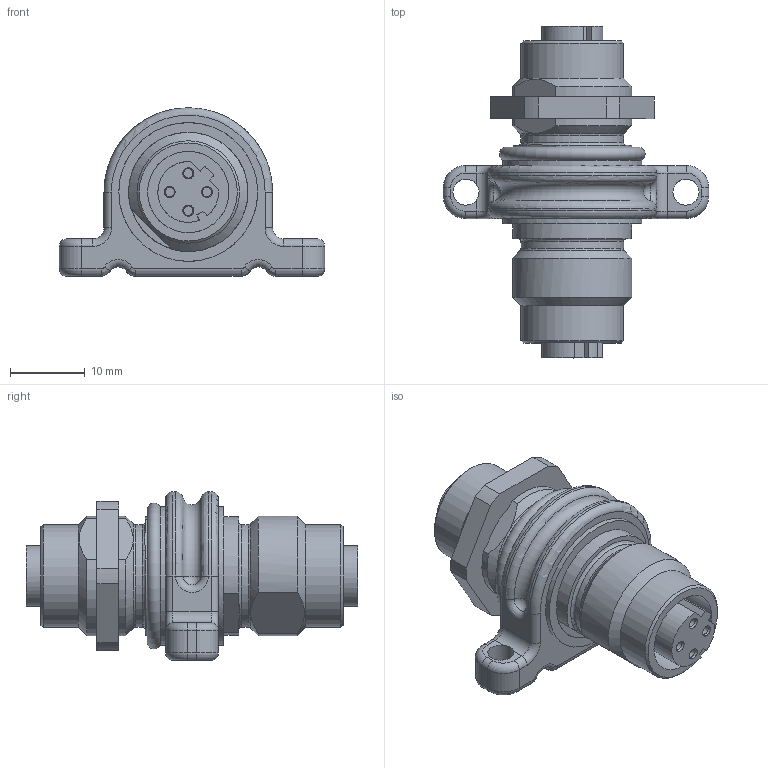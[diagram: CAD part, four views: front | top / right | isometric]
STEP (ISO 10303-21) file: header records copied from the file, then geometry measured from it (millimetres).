
FILE_DESCRIPTION(/* description */ (''),/* implementation_level */ '2;1');
FILE_NAME(/* name */ '6GK1901-0DM30-2AA5_3d.stp',/* time_stamp */ '2022-11-23T16:36:12+01:00',/* author */ (''),/* organization */ (''),/* preprocessor_version */ 'ST-DEVELOPER v18.102',/* originating_system */ 'SIEMENS PLM Software NX 2027',/* authorisation */ '');
FILE_SCHEMA (('AUTOMOTIVE_DESIGN { 1 0 10303 214 3 1 1 1 }'));
Length unit declared in the file: millimetre
Products named in the file (2): Body; 1518_6GK1901-0DM30-2AA5_simpl
Assembly tree (1 placements, depth 2):
  1518_6GK1901-0DM30-2AA5_simpl
    Body
Bounding box: 35.6 x 44.5 x 22.6 mm (x, y, z)
Volume: 9220.7 mm3; surface area: 5387.8 mm2
Topology: 1 solids, 1 shells, 192 faces, 527 edges, 346 vertices
Faces by surface type: cylinder 72, plane 56, torus 28, cone 18, bspline 16, sphere 2
Full cylindrical faces by diameter (mm): 1.25 x8, 3.5 x2, 10.92 x2, 13.75 x3, 15.9 x2, 18.6 x2
Entity records: 7953 total; most frequent: CARTESIAN_POINT 2066, ORIENTED_EDGE 936, DIRECTION 895, EDGE_CURVE 468, AXIS2_PLACEMENT_3D 359, VERTEX_POINT 331, EDGE_LOOP 251, PRESENTATION_STYLE_ASSIGNMENT 193
